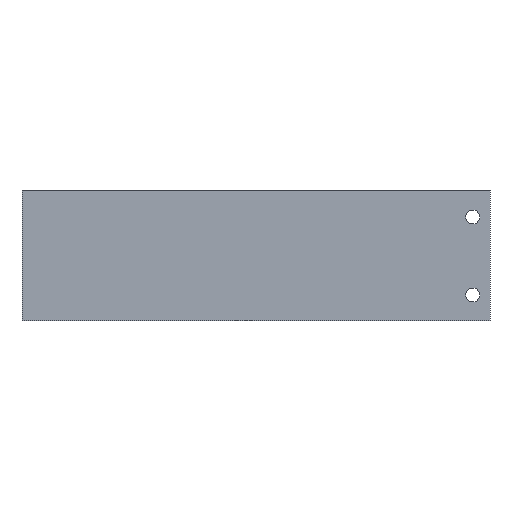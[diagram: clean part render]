
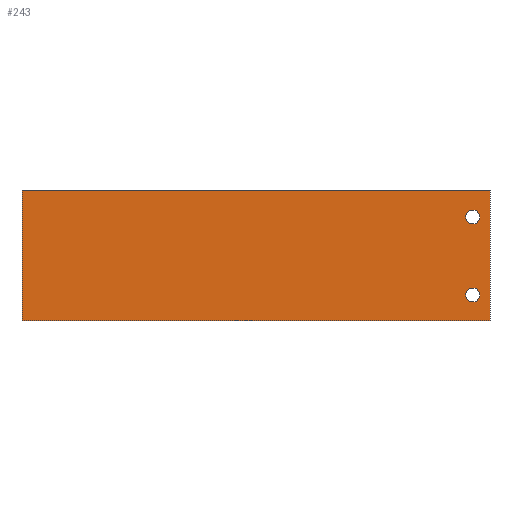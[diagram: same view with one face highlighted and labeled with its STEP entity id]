
A CAD part, left-side view. The second image highlights one B-rep face of the part: STEP entity #243.
In plain terms, the highlighted planar face has unit normal (-1, 0, 0).
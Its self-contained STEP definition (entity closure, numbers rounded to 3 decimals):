
#6 = DIRECTION ( 'NONE',  ( 0., -1., 0. ) ) ;
#22 = DIRECTION ( 'NONE',  ( 0., 0., 1. ) ) ;
#29 = EDGE_CURVE ( 'NONE', #718, #311, #142, .T. ) ;
#33 = CARTESIAN_POINT ( 'NONE',  ( 0., 2., 12. ) ) ;
#45 = EDGE_LOOP ( 'NONE', ( #161, #134 ) ) ;
#52 = CARTESIAN_POINT ( 'NONE',  ( 0., 0., 15. ) ) ;
#71 = VERTEX_POINT ( 'NONE', #570 ) ;
#73 = ORIENTED_EDGE ( 'NONE', *, *, #631, .F. ) ;
#79 = EDGE_CURVE ( 'NONE', #283, #237, #611, .T. ) ;
#100 = LINE ( 'NONE', #647, #574 ) ;
#118 = FACE_BOUND ( 'NONE', #45, .T. ) ;
#134 = ORIENTED_EDGE ( 'NONE', *, *, #79, .F. ) ;
#138 = CARTESIAN_POINT ( 'NONE',  ( 0., 0., 15. ) ) ;
#142 = LINE ( 'NONE', #344, #506 ) ;
#161 = ORIENTED_EDGE ( 'NONE', *, *, #262, .F. ) ;
#174 = DIRECTION ( 'NONE',  ( 0., 0., -1. ) ) ;
#175 = CIRCLE ( 'NONE', #431, 0.8 ) ;
#205 = DIRECTION ( 'NONE',  ( 1., 0., 0. ) ) ;
#208 = VECTOR ( 'NONE', #285, 1000. ) ;
#237 = VERTEX_POINT ( 'NONE', #658 ) ;
#243 = ADVANCED_FACE ( 'NONE', ( #118, #278, #428 ), #534, .F. ) ;
#249 = DIRECTION ( 'NONE',  ( 0., 0., 1. ) ) ;
#262 = EDGE_CURVE ( 'NONE', #237, #283, #300, .T. ) ;
#278 = FACE_BOUND ( 'NONE', #376, .T. ) ;
#281 = EDGE_CURVE ( 'NONE', #413, #593, #503, .T. ) ;
#283 = VERTEX_POINT ( 'NONE', #731 ) ;
#285 = DIRECTION ( 'NONE',  ( 0., 0., -1. ) ) ;
#300 = CIRCLE ( 'NONE', #677, 0.8 ) ;
#308 = CARTESIAN_POINT ( 'NONE',  ( 0., 0., 0. ) ) ;
#311 = VERTEX_POINT ( 'NONE', #308 ) ;
#318 = DIRECTION ( 'NONE',  ( -1., 0., 0. ) ) ;
#344 = CARTESIAN_POINT ( 'NONE',  ( 0., 0., 15. ) ) ;
#354 = ORIENTED_EDGE ( 'NONE', *, *, #738, .F. ) ;
#376 = EDGE_LOOP ( 'NONE', ( #354, #750 ) ) ;
#397 = ORIENTED_EDGE ( 'NONE', *, *, #685, .T. ) ;
#413 = VERTEX_POINT ( 'NONE', #680 ) ;
#419 = DIRECTION ( 'NONE',  ( -1., 0., 0. ) ) ;
#423 = CARTESIAN_POINT ( 'NONE',  ( 0., 2., 3. ) ) ;
#427 = DIRECTION ( 'NONE',  ( 0., 0., -1. ) ) ;
#428 = FACE_OUTER_BOUND ( 'NONE', #628, .T. ) ;
#430 = DIRECTION ( 'NONE',  ( 0., 0., 1. ) ) ;
#431 = AXIS2_PLACEMENT_3D ( 'NONE', #423, #419, #249 ) ;
#435 = AXIS2_PLACEMENT_3D ( 'NONE', #532, #466, #22 ) ;
#459 = LINE ( 'NONE', #644, #208 ) ;
#466 = DIRECTION ( 'NONE',  ( -1., 0., 0. ) ) ;
#491 = DIRECTION ( 'NONE',  ( -1., 0., 0. ) ) ;
#503 = CIRCLE ( 'NONE', #654, 0.8 ) ;
#506 = VECTOR ( 'NONE', #174, 1000. ) ;
#532 = CARTESIAN_POINT ( 'NONE',  ( 0., 2., 12. ) ) ;
#534 = PLANE ( 'NONE',  #715 ) ;
#547 = LINE ( 'NONE', #52, #670 ) ;
#570 = CARTESIAN_POINT ( 'NONE',  ( 0., 54., 15. ) ) ;
#574 = VECTOR ( 'NONE', #700, 1000. ) ;
#575 = CARTESIAN_POINT ( 'NONE',  ( 0., 0., 15. ) ) ;
#593 = VERTEX_POINT ( 'NONE', #688 ) ;
#602 = CARTESIAN_POINT ( 'NONE',  ( 0., 2., 3. ) ) ;
#603 = VERTEX_POINT ( 'NONE', #745 ) ;
#611 = CIRCLE ( 'NONE', #435, 0.8 ) ;
#628 = EDGE_LOOP ( 'NONE', ( #397, #665, #73, #689 ) ) ;
#631 = EDGE_CURVE ( 'NONE', #71, #718, #547, .T. ) ;
#644 = CARTESIAN_POINT ( 'NONE',  ( 0., 54., 15. ) ) ;
#647 = CARTESIAN_POINT ( 'NONE',  ( 0., 0., 0. ) ) ;
#654 = AXIS2_PLACEMENT_3D ( 'NONE', #602, #491, #725 ) ;
#658 = CARTESIAN_POINT ( 'NONE',  ( 0., 2., 12.8 ) ) ;
#665 = ORIENTED_EDGE ( 'NONE', *, *, #29, .F. ) ;
#670 = VECTOR ( 'NONE', #6, 1000. ) ;
#677 = AXIS2_PLACEMENT_3D ( 'NONE', #33, #318, #430 ) ;
#680 = CARTESIAN_POINT ( 'NONE',  ( 0., 2., 2.2 ) ) ;
#685 = EDGE_CURVE ( 'NONE', #603, #311, #100, .T. ) ;
#688 = CARTESIAN_POINT ( 'NONE',  ( 0., 2., 3.8 ) ) ;
#689 = ORIENTED_EDGE ( 'NONE', *, *, #726, .T. ) ;
#700 = DIRECTION ( 'NONE',  ( 0., -1., 0. ) ) ;
#715 = AXIS2_PLACEMENT_3D ( 'NONE', #138, #205, #427 ) ;
#718 = VERTEX_POINT ( 'NONE', #575 ) ;
#725 = DIRECTION ( 'NONE',  ( 0., 0., 1. ) ) ;
#726 = EDGE_CURVE ( 'NONE', #71, #603, #459, .T. ) ;
#731 = CARTESIAN_POINT ( 'NONE',  ( 0., 2., 11.2 ) ) ;
#738 = EDGE_CURVE ( 'NONE', #593, #413, #175, .T. ) ;
#745 = CARTESIAN_POINT ( 'NONE',  ( 0., 54., 0. ) ) ;
#750 = ORIENTED_EDGE ( 'NONE', *, *, #281, .F. ) ;
